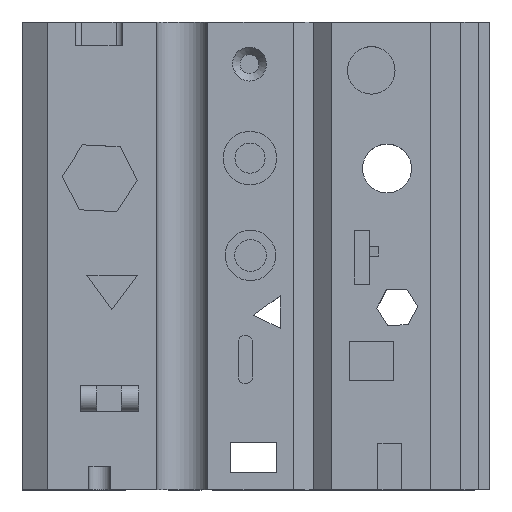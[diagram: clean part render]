
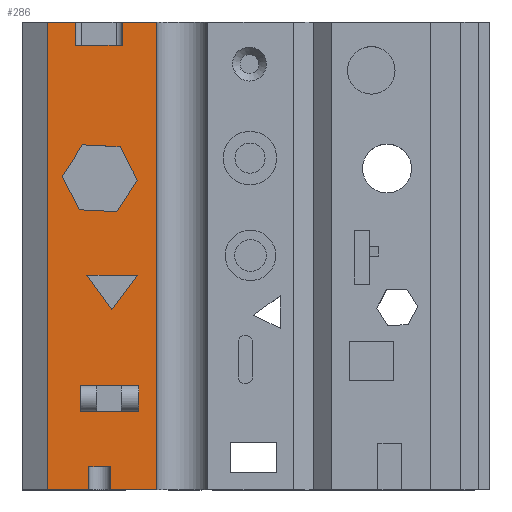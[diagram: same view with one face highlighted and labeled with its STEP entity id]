
A CAD part, top view. The second image highlights one B-rep face of the part: STEP entity #286.
In plain terms, the highlighted planar face has unit normal (0, 0, 1).
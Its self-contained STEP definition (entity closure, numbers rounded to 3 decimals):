
#73=CARTESIAN_POINT('Axis2P3D Location',(0.,0.,100.)) ;
#78=CARTESIAN_POINT('Line Origine',(238.397,0.,100.)) ;
#82=CARTESIAN_POINT('Vertex',(188.941,0.,100.)) ;
#84=CARTESIAN_POINT('Vertex',(287.854,0.,100.)) ;
#87=CARTESIAN_POINT('Line Origine',(287.854,500.,100.)) ;
#91=CARTESIAN_POINT('Vertex',(287.854,1000.,100.)) ;
#94=CARTESIAN_POINT('Line Origine',(250.994,1000.,100.)) ;
#98=CARTESIAN_POINT('Vertex',(214.133,1000.,100.)) ;
#101=CARTESIAN_POINT('Line Origine',(214.133,975.,100.)) ;
#105=CARTESIAN_POINT('Vertex',(214.133,950.,100.)) ;
#108=CARTESIAN_POINT('Line Origine',(164.126,950.,100.)) ;
#112=CARTESIAN_POINT('Vertex',(114.119,950.,100.)) ;
#115=CARTESIAN_POINT('Line Origine',(114.119,975.,100.)) ;
#119=CARTESIAN_POINT('Vertex',(114.119,1000.,100.)) ;
#122=CARTESIAN_POINT('Line Origine',(84.167,1000.,100.)) ;
#126=CARTESIAN_POINT('Vertex',(54.215,1000.,100.)) ;
#129=CARTESIAN_POINT('Line Origine',(54.215,500.,100.)) ;
#133=CARTESIAN_POINT('Vertex',(54.215,0.,100.)) ;
#136=CARTESIAN_POINT('Line Origine',(98.523,0.,100.)) ;
#140=CARTESIAN_POINT('Vertex',(142.832,0.,100.)) ;
#143=CARTESIAN_POINT('Line Origine',(142.832,25.,100.)) ;
#147=CARTESIAN_POINT('Vertex',(142.832,50.,100.)) ;
#150=CARTESIAN_POINT('Line Origine',(165.886,50.,100.)) ;
#154=CARTESIAN_POINT('Vertex',(188.941,50.,100.)) ;
#157=CARTESIAN_POINT('Line Origine',(188.941,25.,100.)) ;
#176=CARTESIAN_POINT('Line Origine',(248.917,195.326,100.)) ;
#180=CARTESIAN_POINT('Vertex',(248.917,167.945,100.)) ;
#182=CARTESIAN_POINT('Vertex',(248.917,222.707,100.)) ;
#185=CARTESIAN_POINT('Line Origine',(187.417,167.945,100.)) ;
#189=CARTESIAN_POINT('Vertex',(125.917,167.945,100.)) ;
#192=CARTESIAN_POINT('Line Origine',(125.917,195.326,100.)) ;
#196=CARTESIAN_POINT('Vertex',(125.917,222.707,100.)) ;
#199=CARTESIAN_POINT('Line Origine',(187.417,222.707,100.)) ;
#210=CARTESIAN_POINT('Line Origine',(219.077,421.945,100.)) ;
#214=CARTESIAN_POINT('Vertex',(191.832,385.576,100.)) ;
#216=CARTESIAN_POINT('Vertex',(246.322,458.313,100.)) ;
#219=CARTESIAN_POINT('Line Origine',(165.236,421.945,100.)) ;
#223=CARTESIAN_POINT('Vertex',(138.64,458.313,100.)) ;
#226=CARTESIAN_POINT('Line Origine',(192.481,458.313,100.)) ;
#236=CARTESIAN_POINT('Line Origine',(104.153,634.406,100.)) ;
#240=CARTESIAN_POINT('Vertex',(85.836,670.093,100.)) ;
#242=CARTESIAN_POINT('Vertex',(122.471,598.719,100.)) ;
#245=CARTESIAN_POINT('Line Origine',(107.583,703.8,100.)) ;
#249=CARTESIAN_POINT('Vertex',(129.331,737.507,100.)) ;
#252=CARTESIAN_POINT('Line Origine',(169.395,735.527,100.)) ;
#256=CARTESIAN_POINT('Vertex',(209.46,733.547,100.)) ;
#259=CARTESIAN_POINT('Line Origine',(227.777,697.86,100.)) ;
#263=CARTESIAN_POINT('Vertex',(246.095,662.172,100.)) ;
#266=CARTESIAN_POINT('Line Origine',(224.348,628.466,100.)) ;
#270=CARTESIAN_POINT('Vertex',(202.6,594.759,100.)) ;
#273=CARTESIAN_POINT('Line Origine',(162.536,596.739,100.)) ;
#74=DIRECTION('Axis2P3D Direction',(0.,0.,1.)) ;
#75=DIRECTION('Axis2P3D XDirection',(1.,0.,0.)) ;
#79=DIRECTION('Vector Direction',(1.,0.,0.)) ;
#88=DIRECTION('Vector Direction',(0.,1.,0.)) ;
#95=DIRECTION('Vector Direction',(-1.,0.,0.)) ;
#102=DIRECTION('Vector Direction',(0.,-1.,0.)) ;
#109=DIRECTION('Vector Direction',(-1.,0.,0.)) ;
#116=DIRECTION('Vector Direction',(0.,-1.,0.)) ;
#123=DIRECTION('Vector Direction',(-1.,0.,0.)) ;
#130=DIRECTION('Vector Direction',(0.,-1.,0.)) ;
#137=DIRECTION('Vector Direction',(1.,0.,0.)) ;
#144=DIRECTION('Vector Direction',(0.,1.,0.)) ;
#151=DIRECTION('Vector Direction',(1.,0.,0.)) ;
#158=DIRECTION('Vector Direction',(0.,1.,0.)) ;
#177=DIRECTION('Vector Direction',(0.,1.,0.)) ;
#186=DIRECTION('Vector Direction',(-1.,0.,0.)) ;
#193=DIRECTION('Vector Direction',(0.,-1.,0.)) ;
#200=DIRECTION('Vector Direction',(1.,0.,0.)) ;
#211=DIRECTION('Vector Direction',(-0.6,-0.8,0.)) ;
#220=DIRECTION('Vector Direction',(-0.59,0.807,0.)) ;
#227=DIRECTION('Vector Direction',(1.,0.,0.)) ;
#237=DIRECTION('Vector Direction',(0.457,-0.89,0.)) ;
#246=DIRECTION('Vector Direction',(-0.542,-0.84,0.)) ;
#253=DIRECTION('Vector Direction',(-0.999,0.049,0.)) ;
#260=DIRECTION('Vector Direction',(-0.457,0.89,0.)) ;
#267=DIRECTION('Vector Direction',(0.542,0.84,0.)) ;
#274=DIRECTION('Vector Direction',(0.999,-0.049,0.)) ;
#76=AXIS2_PLACEMENT_3D('Plane Axis2P3D',#73,#74,#75) ;
#163=ORIENTED_EDGE('',*,*,#86,.T.) ;
#164=ORIENTED_EDGE('',*,*,#93,.T.) ;
#165=ORIENTED_EDGE('',*,*,#100,.T.) ;
#166=ORIENTED_EDGE('',*,*,#107,.T.) ;
#167=ORIENTED_EDGE('',*,*,#114,.T.) ;
#168=ORIENTED_EDGE('',*,*,#121,.F.) ;
#169=ORIENTED_EDGE('',*,*,#128,.T.) ;
#170=ORIENTED_EDGE('',*,*,#135,.T.) ;
#171=ORIENTED_EDGE('',*,*,#142,.T.) ;
#172=ORIENTED_EDGE('',*,*,#149,.T.) ;
#173=ORIENTED_EDGE('',*,*,#156,.F.) ;
#174=ORIENTED_EDGE('',*,*,#161,.F.) ;
#205=ORIENTED_EDGE('',*,*,#184,.F.) ;
#206=ORIENTED_EDGE('',*,*,#191,.F.) ;
#207=ORIENTED_EDGE('',*,*,#198,.F.) ;
#208=ORIENTED_EDGE('',*,*,#203,.F.) ;
#232=ORIENTED_EDGE('',*,*,#218,.F.) ;
#233=ORIENTED_EDGE('',*,*,#225,.F.) ;
#234=ORIENTED_EDGE('',*,*,#230,.F.) ;
#279=ORIENTED_EDGE('',*,*,#244,.F.) ;
#280=ORIENTED_EDGE('',*,*,#251,.F.) ;
#281=ORIENTED_EDGE('',*,*,#258,.F.) ;
#282=ORIENTED_EDGE('',*,*,#265,.F.) ;
#283=ORIENTED_EDGE('',*,*,#272,.F.) ;
#284=ORIENTED_EDGE('',*,*,#277,.F.) ;
#209=FACE_BOUND('',#204,.T.) ;
#235=FACE_BOUND('',#231,.T.) ;
#285=FACE_BOUND('',#278,.T.) ;
#80=VECTOR('Line Direction',#79,1.) ;
#89=VECTOR('Line Direction',#88,1.) ;
#96=VECTOR('Line Direction',#95,1.) ;
#103=VECTOR('Line Direction',#102,1.) ;
#110=VECTOR('Line Direction',#109,1.) ;
#117=VECTOR('Line Direction',#116,1.) ;
#124=VECTOR('Line Direction',#123,1.) ;
#131=VECTOR('Line Direction',#130,1.) ;
#138=VECTOR('Line Direction',#137,1.) ;
#145=VECTOR('Line Direction',#144,1.) ;
#152=VECTOR('Line Direction',#151,1.) ;
#159=VECTOR('Line Direction',#158,1.) ;
#178=VECTOR('Line Direction',#177,1.) ;
#187=VECTOR('Line Direction',#186,1.) ;
#194=VECTOR('Line Direction',#193,1.) ;
#201=VECTOR('Line Direction',#200,1.) ;
#212=VECTOR('Line Direction',#211,1.) ;
#221=VECTOR('Line Direction',#220,1.) ;
#228=VECTOR('Line Direction',#227,1.) ;
#238=VECTOR('Line Direction',#237,1.) ;
#247=VECTOR('Line Direction',#246,1.) ;
#254=VECTOR('Line Direction',#253,1.) ;
#261=VECTOR('Line Direction',#260,1.) ;
#268=VECTOR('Line Direction',#267,1.) ;
#275=VECTOR('Line Direction',#274,1.) ;
#286=ADVANCED_FACE('\X2\96F64EF651E04F554F53\X0\',(#175,#209,#235,#285),#77,.T.) ;
#86=EDGE_CURVE('',#83,#85,#81,.T.) ;
#93=EDGE_CURVE('',#85,#92,#90,.T.) ;
#100=EDGE_CURVE('',#92,#99,#97,.T.) ;
#107=EDGE_CURVE('',#99,#106,#104,.T.) ;
#114=EDGE_CURVE('',#106,#113,#111,.T.) ;
#121=EDGE_CURVE('',#120,#113,#118,.T.) ;
#128=EDGE_CURVE('',#120,#127,#125,.T.) ;
#135=EDGE_CURVE('',#127,#134,#132,.T.) ;
#142=EDGE_CURVE('',#134,#141,#139,.T.) ;
#149=EDGE_CURVE('',#141,#148,#146,.T.) ;
#156=EDGE_CURVE('',#155,#148,#153,.F.) ;
#161=EDGE_CURVE('',#83,#155,#160,.T.) ;
#184=EDGE_CURVE('',#181,#183,#179,.T.) ;
#191=EDGE_CURVE('',#190,#181,#188,.F.) ;
#198=EDGE_CURVE('',#197,#190,#195,.T.) ;
#203=EDGE_CURVE('',#183,#197,#202,.F.) ;
#218=EDGE_CURVE('',#215,#217,#213,.F.) ;
#225=EDGE_CURVE('',#224,#215,#222,.F.) ;
#230=EDGE_CURVE('',#217,#224,#229,.F.) ;
#244=EDGE_CURVE('',#241,#243,#239,.T.) ;
#251=EDGE_CURVE('',#250,#241,#248,.T.) ;
#258=EDGE_CURVE('',#257,#250,#255,.T.) ;
#265=EDGE_CURVE('',#264,#257,#262,.T.) ;
#272=EDGE_CURVE('',#271,#264,#269,.T.) ;
#277=EDGE_CURVE('',#243,#271,#276,.T.) ;
#162=EDGE_LOOP('',(#163,#164,#165,#166,#167,#168,#169,#170,#171,#172,#173,#174)) ;
#204=EDGE_LOOP('',(#205,#206,#207,#208)) ;
#231=EDGE_LOOP('',(#232,#233,#234)) ;
#278=EDGE_LOOP('',(#279,#280,#281,#282,#283,#284)) ;
#175=FACE_OUTER_BOUND('',#162,.T.) ;
#81=LINE('Line',#78,#80) ;
#90=LINE('Line',#87,#89) ;
#97=LINE('Line',#94,#96) ;
#104=LINE('Line',#101,#103) ;
#111=LINE('Line',#108,#110) ;
#118=LINE('Line',#115,#117) ;
#125=LINE('Line',#122,#124) ;
#132=LINE('Line',#129,#131) ;
#139=LINE('Line',#136,#138) ;
#146=LINE('Line',#143,#145) ;
#153=LINE('Line',#150,#152) ;
#160=LINE('Line',#157,#159) ;
#179=LINE('Line',#176,#178) ;
#188=LINE('Line',#185,#187) ;
#195=LINE('Line',#192,#194) ;
#202=LINE('Line',#199,#201) ;
#213=LINE('Line',#210,#212) ;
#222=LINE('Line',#219,#221) ;
#229=LINE('Line',#226,#228) ;
#239=LINE('Line',#236,#238) ;
#248=LINE('Line',#245,#247) ;
#255=LINE('Line',#252,#254) ;
#262=LINE('Line',#259,#261) ;
#269=LINE('Line',#266,#268) ;
#276=LINE('Line',#273,#275) ;
#77=PLANE('',#76) ;
#83=VERTEX_POINT('',#82) ;
#85=VERTEX_POINT('',#84) ;
#92=VERTEX_POINT('',#91) ;
#99=VERTEX_POINT('',#98) ;
#106=VERTEX_POINT('',#105) ;
#113=VERTEX_POINT('',#112) ;
#120=VERTEX_POINT('',#119) ;
#127=VERTEX_POINT('',#126) ;
#134=VERTEX_POINT('',#133) ;
#141=VERTEX_POINT('',#140) ;
#148=VERTEX_POINT('',#147) ;
#155=VERTEX_POINT('',#154) ;
#181=VERTEX_POINT('',#180) ;
#183=VERTEX_POINT('',#182) ;
#190=VERTEX_POINT('',#189) ;
#197=VERTEX_POINT('',#196) ;
#215=VERTEX_POINT('',#214) ;
#217=VERTEX_POINT('',#216) ;
#224=VERTEX_POINT('',#223) ;
#241=VERTEX_POINT('',#240) ;
#243=VERTEX_POINT('',#242) ;
#250=VERTEX_POINT('',#249) ;
#257=VERTEX_POINT('',#256) ;
#264=VERTEX_POINT('',#263) ;
#271=VERTEX_POINT('',#270) ;
